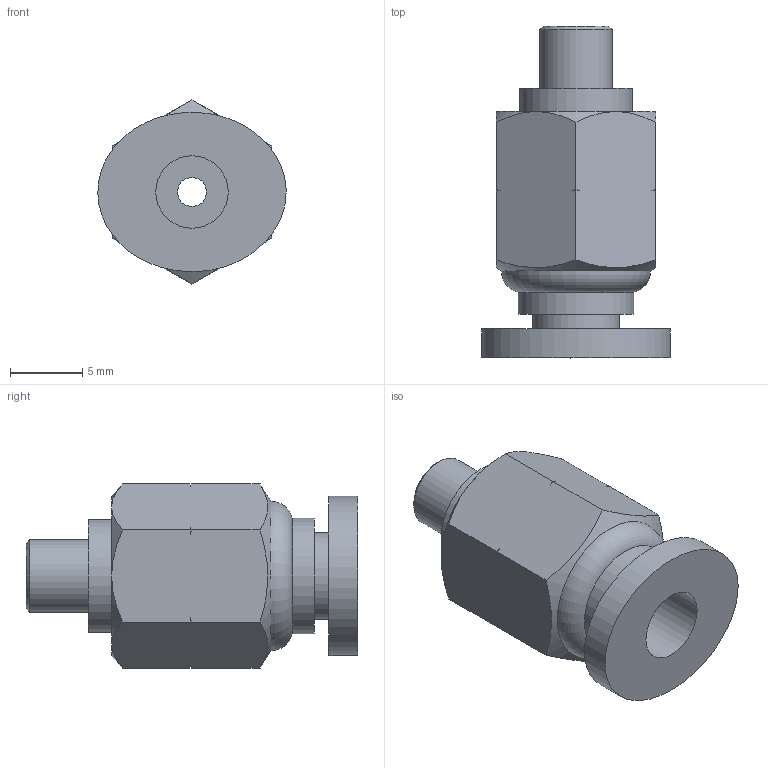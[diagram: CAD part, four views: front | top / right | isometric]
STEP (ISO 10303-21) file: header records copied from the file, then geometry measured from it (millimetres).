
FILE_DESCRIPTION(/* description */ ('Unknown'),/* implementation_level */ '2;1');
FILE_NAME(/* name */ 'P1.3;16.10-32',/* time_stamp */ '2018-10-29T12:06:52-04:00',/* author */ ('Unknown'),/* organization */ ('Unknown'),/* preprocessor_version */ 'ST-DEVELOPER v16.7',/* originating_system */ 'DEX',/* authorisation */ $);
FILE_SCHEMA (('AUTOMOTIVE_DESIGN {1 0 10303 214 3 1 1}'));
Length unit declared in the file: millimetre
Products named in the file (1): P1.3;16.10-32
Bounding box: 13 x 22.9 x 12.7 mm (x, y, z)
Volume: 1457.5 mm3; surface area: 1346 mm2
Topology: 1 solids, 1 shells, 45 faces, 100 edges, 64 vertices
Faces by surface type: cone 21, plane 15, cylinder 7, torus 1, bspline 1
Full cylindrical faces by diameter (mm): 2 x1, 5 x2, 6 x1, 6.8 x1, 7.8 x1, 8 x1
Entity records: 1573 total; most frequent: CARTESIAN_POINT 347, ORIENTED_EDGE 172, DIRECTION 166, EDGE_CURVE 86, AXIS2_PLACEMENT_3D 77, EDGE_LOOP 66, FACE_BOUND 66, VERTEX_POINT 62
